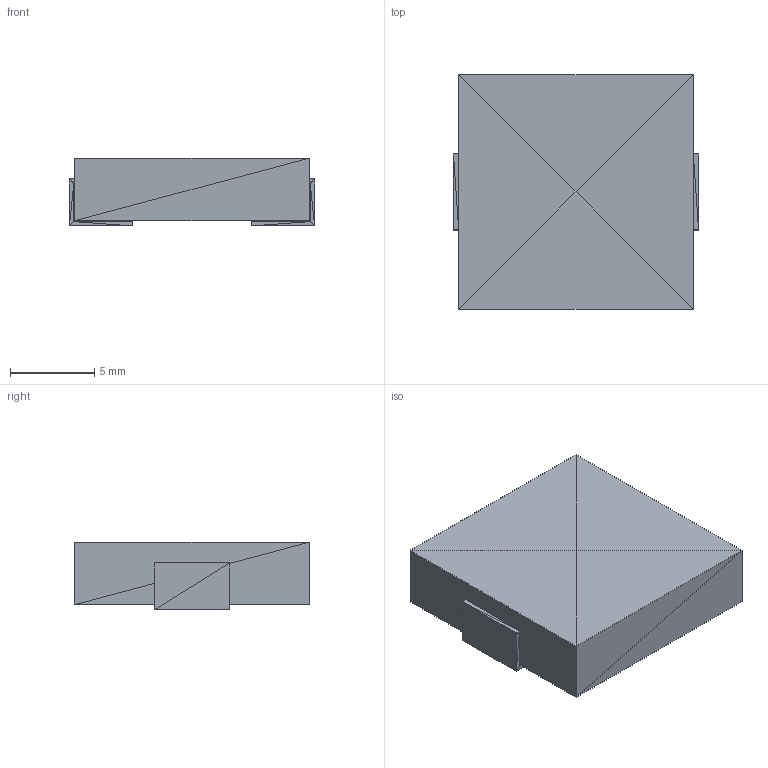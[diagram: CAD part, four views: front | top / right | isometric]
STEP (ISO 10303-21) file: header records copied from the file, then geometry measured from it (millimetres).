
FILE_DESCRIPTION(('STEP AP214'),'1');
FILE_NAME('SRP1235','2020-05-30T00:24:20',(''),(''),'','','');
FILE_SCHEMA(('AUTOMOTIVE_DESIGN'));
Length unit declared in the file: millimetre
Products named in the file (1): product
Bounding box: 14.5 x 13.89 x 4.01 mm (x, y, z)
Surface area: 716.9 mm2 (no closed solid volume)
Topology: 0 solids, 72 shells, 72 faces, 216 edges, 216 vertices
Faces by surface type: plane 72
Entity records: 2435 total; most frequent: CARTESIAN_POINT 505, DIRECTION 362, ORIENTED_EDGE 216, EDGE_CURVE 216, VERTEX_POINT 216, LINE 216, VECTOR 216, AXIS2_PLACEMENT_3D 73
